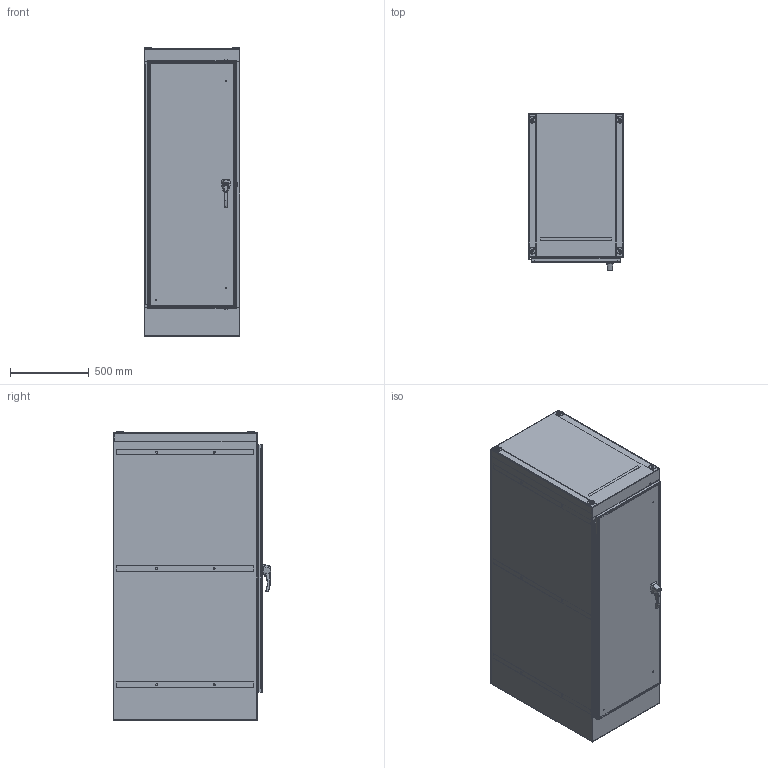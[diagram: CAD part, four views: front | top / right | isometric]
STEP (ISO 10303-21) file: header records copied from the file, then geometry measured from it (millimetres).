
FILE_DESCRIPTION (( 'STEP AP203' ), '1' );
FILE_NAME ('1418W36_Default.step', '2019-11-02T22:23:17', ( '' ), ( '' ), 'SwSTEP 2.0', 'SolidWorks 2019', '' );
FILE_SCHEMA (( 'CONFIG_CONTROL_DESIGN' ));
Products named in the file (1): 1418W36_Default
Bounding box: 611.12 x 999.79 x 1836.27 mm (x, y, z)
Volume: 19382592.8 mm3; surface area: 16118203.4 mm2
Topology: 58 solids, 59 shells, 1738 faces, 4622 edges, 3018 vertices
Faces by surface type: cylinder 824, plane 809, cone 66, bspline 39
Entity records: 59001 total; most frequent: CARTESIAN_POINT 14643, DIRECTION 9415, ORIENTED_EDGE 9232, EDGE_CURVE 4616, AXIS2_PLACEMENT_3D 3397, VERTEX_POINT 3018, LINE 2621, VECTOR 2621
